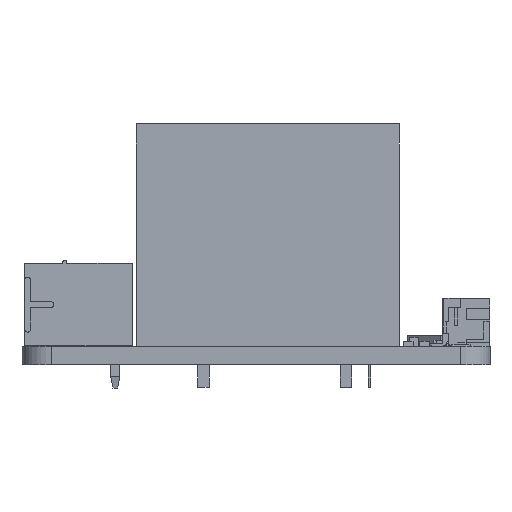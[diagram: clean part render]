
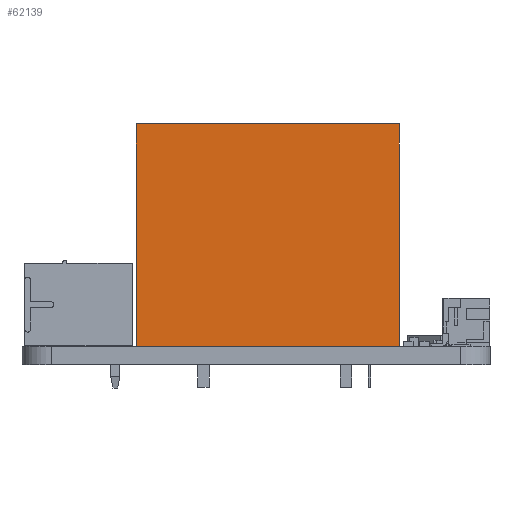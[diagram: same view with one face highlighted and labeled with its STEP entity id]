
A CAD part, front view. The second image highlights one B-rep face of the part: STEP entity #62139.
In plain terms, the highlighted planar face has unit normal (0, -1, 0).
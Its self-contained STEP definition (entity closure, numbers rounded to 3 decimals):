
#62139 = ADVANCED_FACE('',(#62140),#62174,.F.);
#62140 = FACE_BOUND('',#62141,.T.);
#62141 = EDGE_LOOP('',(#62142,#62152,#62160,#62168));
#62142 = ORIENTED_EDGE('',*,*,#62143,.T.);
#62143 = EDGE_CURVE('',#62144,#62146,#62148,.T.);
#62144 = VERTEX_POINT('',#62145);
#62145 = CARTESIAN_POINT('',(-10.25,-19.252,19.));
#62146 = VERTEX_POINT('',#62147);
#62147 = CARTESIAN_POINT('',(-10.25,-19.252,0.));
#62148 = LINE('',#62149,#62150);
#62149 = CARTESIAN_POINT('',(-10.25,-19.252,9.5));
#62150 = VECTOR('',#62151,1.);
#62151 = DIRECTION('',(0.,0.,-1.));
#62152 = ORIENTED_EDGE('',*,*,#62153,.T.);
#62153 = EDGE_CURVE('',#62146,#62154,#62156,.T.);
#62154 = VERTEX_POINT('',#62155);
#62155 = CARTESIAN_POINT('',(12.25,-19.252,0.));
#62156 = LINE('',#62157,#62158);
#62157 = CARTESIAN_POINT('',(1.,-19.252,0.));
#62158 = VECTOR('',#62159,1.);
#62159 = DIRECTION('',(1.,0.,0.));
#62160 = ORIENTED_EDGE('',*,*,#62161,.T.);
#62161 = EDGE_CURVE('',#62154,#62162,#62164,.T.);
#62162 = VERTEX_POINT('',#62163);
#62163 = CARTESIAN_POINT('',(12.25,-19.252,19.));
#62164 = LINE('',#62165,#62166);
#62165 = CARTESIAN_POINT('',(12.25,-19.252,9.5));
#62166 = VECTOR('',#62167,1.);
#62167 = DIRECTION('',(0.,0.,1.));
#62168 = ORIENTED_EDGE('',*,*,#62169,.T.);
#62169 = EDGE_CURVE('',#62162,#62144,#62170,.T.);
#62170 = LINE('',#62171,#62172);
#62171 = CARTESIAN_POINT('',(1.,-19.252,19.));
#62172 = VECTOR('',#62173,1.);
#62173 = DIRECTION('',(-1.,0.,0.));
#62174 = PLANE('',#62175);
#62175 = AXIS2_PLACEMENT_3D('',#62176,#62177,#62178);
#62176 = CARTESIAN_POINT('',(1.,-19.252,9.5));
#62177 = DIRECTION('',(0.,1.,0.));
#62178 = DIRECTION('',(-1.,0.,0.));
